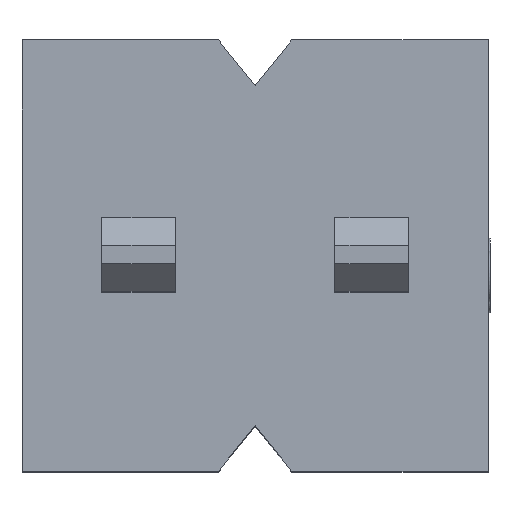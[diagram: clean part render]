
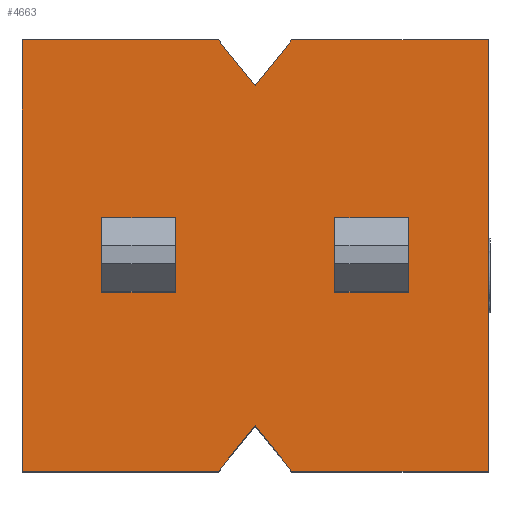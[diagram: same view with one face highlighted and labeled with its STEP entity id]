
A CAD part, top view. The second image highlights one B-rep face of the part: STEP entity #4663.
In plain terms, the highlighted planar face has unit normal (0, 0, 1).
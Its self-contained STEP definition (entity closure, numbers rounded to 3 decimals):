
#110 = CARTESIAN_POINT ( 'NONE',  ( 0.435, 0.2, 2.5 ) ) ;
#228 = VERTEX_POINT ( 'NONE', #3721 ) ;
#239 = VERTEX_POINT ( 'NONE', #2293 ) ;
#262 = EDGE_CURVE ( 'NONE', #9346, #3386, #10630, .T. ) ;
#292 = CARTESIAN_POINT ( 'NONE',  ( -0.2, 1.175, 2.5 ) ) ;
#662 = EDGE_CURVE ( 'NONE', #7262, #9904, #6444, .T. ) ;
#712 = EDGE_LOOP ( 'NONE', ( #12274, #2276, #15158, #3169 ) ) ;
#907 = ORIENTED_EDGE ( 'NONE', *, *, #2761, .F. ) ;
#1006 = ORIENTED_EDGE ( 'NONE', *, *, #4140, .F. ) ;
#1115 = CARTESIAN_POINT ( 'NONE',  ( -1.27, -1.175, 2.5 ) ) ;
#1376 = VECTOR ( 'NONE', #1773, 1000. ) ;
#1650 = CARTESIAN_POINT ( 'NONE',  ( 0., 0., 2.5 ) ) ;
#1773 = DIRECTION ( 'NONE',  ( 1., 0., 0. ) ) ;
#1907 = EDGE_LOOP ( 'NONE', ( #1006, #2866, #12637, #8716 ) ) ;
#1921 = VERTEX_POINT ( 'NONE', #6891 ) ;
#2105 = LINE ( 'NONE', #9243, #9369 ) ;
#2221 = CARTESIAN_POINT ( 'NONE',  ( -0.2, -1.175, 2.5 ) ) ;
#2222 = VERTEX_POINT ( 'NONE', #110 ) ;
#2276 = ORIENTED_EDGE ( 'NONE', *, *, #12678, .T. ) ;
#2293 = CARTESIAN_POINT ( 'NONE',  ( 0.2, -1.175, 2.5 ) ) ;
#2379 = EDGE_CURVE ( 'NONE', #3386, #11012, #2105, .T. ) ;
#2468 = EDGE_CURVE ( 'NONE', #228, #6840, #10409, .T. ) ;
#2761 = EDGE_CURVE ( 'NONE', #5245, #11012, #14706, .T. ) ;
#2768 = CARTESIAN_POINT ( 'NONE',  ( 0., 0.925, 2.5 ) ) ;
#2794 = PLANE ( 'NONE',  #9957 ) ;
#2866 = ORIENTED_EDGE ( 'NONE', *, *, #9659, .T. ) ;
#2874 = EDGE_CURVE ( 'NONE', #5334, #9904, #7598, .T. ) ;
#2877 = FACE_OUTER_BOUND ( 'NONE', #14300, .T. ) ;
#2966 = CARTESIAN_POINT ( 'NONE',  ( 0.2, 1.175, 2.5 ) ) ;
#3169 = ORIENTED_EDGE ( 'NONE', *, *, #14798, .T. ) ;
#3200 = LINE ( 'NONE', #11377, #6479 ) ;
#3386 = VERTEX_POINT ( 'NONE', #10781 ) ;
#3504 = DIRECTION ( 'NONE',  ( -1., 0., 0. ) ) ;
#3577 = CARTESIAN_POINT ( 'NONE',  ( -1.27, 1.175, 2.5 ) ) ;
#3594 = EDGE_CURVE ( 'NONE', #1921, #12194, #3200, .T. ) ;
#3721 = CARTESIAN_POINT ( 'NONE',  ( -0.435, 0.2, 2.5 ) ) ;
#3942 = CARTESIAN_POINT ( 'NONE',  ( 0.835, 0.2, 2.5 ) ) ;
#3946 = LINE ( 'NONE', #8630, #15055 ) ;
#3977 = VECTOR ( 'NONE', #8410, 1000. ) ;
#4081 = CARTESIAN_POINT ( 'NONE',  ( 0.835, -0.2, 2.5 ) ) ;
#4140 = EDGE_CURVE ( 'NONE', #2222, #6223, #8982, .T. ) ;
#4663 = ADVANCED_FACE ( 'NONE', ( #8696, #12297, #2877 ), #2794, .T. ) ;
#4799 = DIRECTION ( 'NONE',  ( -1., 0., 0. ) ) ;
#4946 = EDGE_CURVE ( 'NONE', #12688, #6223, #12575, .T. ) ;
#5245 = VERTEX_POINT ( 'NONE', #12981 ) ;
#5334 = VERTEX_POINT ( 'NONE', #13125 ) ;
#5964 = CARTESIAN_POINT ( 'NONE',  ( 0., -0.925, 2.5 ) ) ;
#6091 = DIRECTION ( 'NONE',  ( 0., 1., 0. ) ) ;
#6149 = VECTOR ( 'NONE', #14061, 1000. ) ;
#6223 = VERTEX_POINT ( 'NONE', #7604 ) ;
#6225 = DIRECTION ( 'NONE',  ( 0., -1., 0. ) ) ;
#6334 = DIRECTION ( 'NONE',  ( 1., 0., 0. ) ) ;
#6416 = ORIENTED_EDGE ( 'NONE', *, *, #662, .F. ) ;
#6444 = LINE ( 'NONE', #11278, #10651 ) ;
#6479 = VECTOR ( 'NONE', #9184, 1000. ) ;
#6488 = VECTOR ( 'NONE', #9154, 1000. ) ;
#6506 = VECTOR ( 'NONE', #14419, 1000. ) ;
#6514 = LINE ( 'NONE', #13715, #8744 ) ;
#6760 = DIRECTION ( 'NONE',  ( -0.625, -0.781, 0. ) ) ;
#6833 = CARTESIAN_POINT ( 'NONE',  ( -1.27, 1.175, 2.5 ) ) ;
#6840 = VERTEX_POINT ( 'NONE', #8585 ) ;
#6891 = CARTESIAN_POINT ( 'NONE',  ( -0.835, 0.2, 2.5 ) ) ;
#6941 = LINE ( 'NONE', #1115, #13344 ) ;
#6956 = EDGE_CURVE ( 'NONE', #239, #9346, #6941, .T. ) ;
#7262 = VERTEX_POINT ( 'NONE', #5964 ) ;
#7472 = VECTOR ( 'NONE', #13621, 1000. ) ;
#7598 = LINE ( 'NONE', #14633, #1376 ) ;
#7604 = CARTESIAN_POINT ( 'NONE',  ( 0.435, -0.2, 2.5 ) ) ;
#7866 = EDGE_CURVE ( 'NONE', #8580, #8442, #14042, .T. ) ;
#7942 = VERTEX_POINT ( 'NONE', #3942 ) ;
#8410 = DIRECTION ( 'NONE',  ( 0.625, -0.781, 0. ) ) ;
#8442 = VERTEX_POINT ( 'NONE', #6833 ) ;
#8580 = VERTEX_POINT ( 'NONE', #292 ) ;
#8585 = CARTESIAN_POINT ( 'NONE',  ( -0.435, -0.2, 2.5 ) ) ;
#8592 = CARTESIAN_POINT ( 'NONE',  ( 0., 0.2, 2.5 ) ) ;
#8630 = CARTESIAN_POINT ( 'NONE',  ( 0.835, 0., 2.5 ) ) ;
#8696 = FACE_BOUND ( 'NONE', #1907, .T. ) ;
#8716 = ORIENTED_EDGE ( 'NONE', *, *, #4946, .T. ) ;
#8744 = VECTOR ( 'NONE', #11025, 1000. ) ;
#8982 = LINE ( 'NONE', #11628, #7472 ) ;
#9039 = ORIENTED_EDGE ( 'NONE', *, *, #11207, .F. ) ;
#9079 = CARTESIAN_POINT ( 'NONE',  ( -1.27, 1.175, 2.5 ) ) ;
#9154 = DIRECTION ( 'NONE',  ( -1., 0., 0. ) ) ;
#9184 = DIRECTION ( 'NONE',  ( 0., -1., 0. ) ) ;
#9243 = CARTESIAN_POINT ( 'NONE',  ( -1.27, 1.175, 2.5 ) ) ;
#9346 = VERTEX_POINT ( 'NONE', #13883 ) ;
#9369 = VECTOR ( 'NONE', #4799, 1000. ) ;
#9399 = ORIENTED_EDGE ( 'NONE', *, *, #12676, .T. ) ;
#9493 = ORIENTED_EDGE ( 'NONE', *, *, #262, .T. ) ;
#9659 = EDGE_CURVE ( 'NONE', #2222, #7942, #14446, .T. ) ;
#9713 = LINE ( 'NONE', #9786, #6506 ) ;
#9786 = CARTESIAN_POINT ( 'NONE',  ( 0., -0.925, 2.5 ) ) ;
#9904 = VERTEX_POINT ( 'NONE', #2221 ) ;
#9936 = DIRECTION ( 'NONE',  ( 0., 0., 1. ) ) ;
#9957 = AXIS2_PLACEMENT_3D ( 'NONE', #1650, #9936, #11054 ) ;
#10060 = DIRECTION ( 'NONE',  ( 0., -1., 0. ) ) ;
#10404 = CARTESIAN_POINT ( 'NONE',  ( -0.2, 1.175, 2.5 ) ) ;
#10409 = LINE ( 'NONE', #14213, #6149 ) ;
#10481 = DIRECTION ( 'NONE',  ( 1., 0., 0. ) ) ;
#10599 = LINE ( 'NONE', #15233, #13693 ) ;
#10630 = LINE ( 'NONE', #11705, #11568 ) ;
#10651 = VECTOR ( 'NONE', #6760, 1000. ) ;
#10691 = VECTOR ( 'NONE', #10060, 1000. ) ;
#10781 = CARTESIAN_POINT ( 'NONE',  ( 1.27, 1.175, 2.5 ) ) ;
#10982 = VECTOR ( 'NONE', #13426, 1000. ) ;
#11012 = VERTEX_POINT ( 'NONE', #2966 ) ;
#11025 = DIRECTION ( 'NONE',  ( 1., 0., 0. ) ) ;
#11054 = DIRECTION ( 'NONE',  ( 1., 0., 0. ) ) ;
#11207 = EDGE_CURVE ( 'NONE', #239, #7262, #9713, .T. ) ;
#11253 = EDGE_CURVE ( 'NONE', #7942, #12688, #3946, .T. ) ;
#11278 = CARTESIAN_POINT ( 'NONE',  ( -0.2, -1.175, 2.5 ) ) ;
#11377 = CARTESIAN_POINT ( 'NONE',  ( -0.835, 0., 2.5 ) ) ;
#11568 = VECTOR ( 'NONE', #6091, 1000. ) ;
#11615 = LINE ( 'NONE', #10404, #3977 ) ;
#11628 = CARTESIAN_POINT ( 'NONE',  ( 0.435, 0., 2.5 ) ) ;
#11705 = CARTESIAN_POINT ( 'NONE',  ( 1.27, 1.175, 2.5 ) ) ;
#12053 = EDGE_CURVE ( 'NONE', #8580, #5245, #11615, .T. ) ;
#12194 = VERTEX_POINT ( 'NONE', #13517 ) ;
#12269 = LINE ( 'NONE', #9079, #10691 ) ;
#12274 = ORIENTED_EDGE ( 'NONE', *, *, #3594, .F. ) ;
#12297 = FACE_BOUND ( 'NONE', #712, .T. ) ;
#12575 = LINE ( 'NONE', #14934, #6488 ) ;
#12637 = ORIENTED_EDGE ( 'NONE', *, *, #11253, .T. ) ;
#12676 = EDGE_CURVE ( 'NONE', #8442, #5334, #12269, .T. ) ;
#12678 = EDGE_CURVE ( 'NONE', #1921, #228, #6514, .T. ) ;
#12688 = VERTEX_POINT ( 'NONE', #4081 ) ;
#12981 = CARTESIAN_POINT ( 'NONE',  ( 0., 0.925, 2.5 ) ) ;
#13125 = CARTESIAN_POINT ( 'NONE',  ( -1.27, -1.175, 2.5 ) ) ;
#13154 = VECTOR ( 'NONE', #6334, 1000. ) ;
#13344 = VECTOR ( 'NONE', #10481, 1000. ) ;
#13426 = DIRECTION ( 'NONE',  ( 0.625, 0.781, 0. ) ) ;
#13517 = CARTESIAN_POINT ( 'NONE',  ( -0.835, -0.2, 2.5 ) ) ;
#13621 = DIRECTION ( 'NONE',  ( 0., -1., 0. ) ) ;
#13693 = VECTOR ( 'NONE', #14098, 1000. ) ;
#13715 = CARTESIAN_POINT ( 'NONE',  ( 0., 0.2, 2.5 ) ) ;
#13762 = ORIENTED_EDGE ( 'NONE', *, *, #7866, .T. ) ;
#13883 = CARTESIAN_POINT ( 'NONE',  ( 1.27, -1.175, 2.5 ) ) ;
#14030 = ORIENTED_EDGE ( 'NONE', *, *, #2874, .T. ) ;
#14042 = LINE ( 'NONE', #3577, #15116 ) ;
#14061 = DIRECTION ( 'NONE',  ( 0., -1., 0. ) ) ;
#14098 = DIRECTION ( 'NONE',  ( -1., 0., 0. ) ) ;
#14169 = ORIENTED_EDGE ( 'NONE', *, *, #12053, .F. ) ;
#14213 = CARTESIAN_POINT ( 'NONE',  ( -0.435, 0., 2.5 ) ) ;
#14300 = EDGE_LOOP ( 'NONE', ( #907, #14169, #13762, #9399, #14030, #6416, #9039, #14716, #9493, #14999 ) ) ;
#14419 = DIRECTION ( 'NONE',  ( -0.625, 0.781, 0. ) ) ;
#14446 = LINE ( 'NONE', #8592, #13154 ) ;
#14633 = CARTESIAN_POINT ( 'NONE',  ( -1.27, -1.175, 2.5 ) ) ;
#14706 = LINE ( 'NONE', #2768, #10982 ) ;
#14716 = ORIENTED_EDGE ( 'NONE', *, *, #6956, .T. ) ;
#14798 = EDGE_CURVE ( 'NONE', #6840, #12194, #10599, .T. ) ;
#14934 = CARTESIAN_POINT ( 'NONE',  ( 0., -0.2, 2.5 ) ) ;
#14999 = ORIENTED_EDGE ( 'NONE', *, *, #2379, .T. ) ;
#15055 = VECTOR ( 'NONE', #6225, 1000. ) ;
#15116 = VECTOR ( 'NONE', #3504, 1000. ) ;
#15158 = ORIENTED_EDGE ( 'NONE', *, *, #2468, .T. ) ;
#15233 = CARTESIAN_POINT ( 'NONE',  ( 0., -0.2, 2.5 ) ) ;
